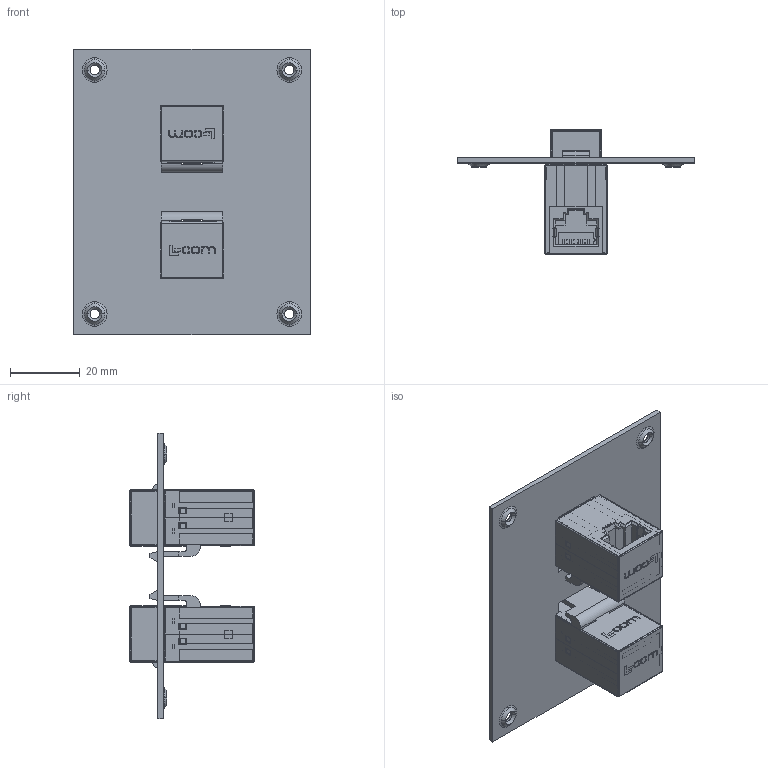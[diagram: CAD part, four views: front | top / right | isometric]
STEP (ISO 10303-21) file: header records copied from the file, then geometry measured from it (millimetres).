
FILE_DESCRIPTION (( 'STEP AP203' ), '1' );
FILE_NAME ('USP2KCS-R5EB.STEP', '2011-09-15T18:25:51', ( 'x' ), ( 'Microsoft' ), 'SwSTEP 2.0', 'SolidWorks 2010', '' );
FILE_SCHEMA (( 'CONFIG_CONTROL_DESIGN' ));
Length unit declared in the file: inch
Products named in the file (17): TDG1026KCS-R5E; 1AG01-008; 1BC01-009; TDG1026KC-R5E-MA4_??; 1AG02-003; 1AG01-052_??; USP2KCS-R5EB; 1AR03-003; 1AG01-011; 1AG02-005; 1AG02-006; TDG1026KC-R5E-MA2; TDG1026KC-R5E-MA3_??; 1AG01-051_??; 1AG02-001_??; 1AG02-002_??; 1AG02-004_??
Assembly tree (29 placements, depth 5):
  USP2KCS-R5EB
    TDG1026KCS-R5E  x2
      TDG1026KC-R5E-MA2
        1BC01-009
        1AG01-008
        TDG1026KC-R5E-MA3_??
          1AG02-001_??  x4
          1AG02-002_??  x4
          1AG01-051_??
        TDG1026KC-R5E-MA4_??
          1AG02-004_??  x4
          1AG01-052_??
          1AG02-003  x4
      1AG02-005
      1AG01-011
      1AG02-006
    1AR03-003
Bounding box: 68.07 x 35.84 x 82.04 mm (x, y, z)
Volume: 18740.6 mm3; surface area: 39835.2 mm2
Topology: 47 solids, 47 shells, 3610 faces, 9282 edges, 5852 vertices
Faces by surface type: plane 2488, cylinder 662, bspline 388, cone 32, sphere 24, torus 16
Entity records: 64274 total; most frequent: CARTESIAN_POINT 24059, ORIENTED_EDGE 8242, DIRECTION 7181, EDGE_CURVE 4121, LINE 3093, VECTOR 3093, VERTEX_POINT 2634, AXIS2_PLACEMENT_3D 2044
